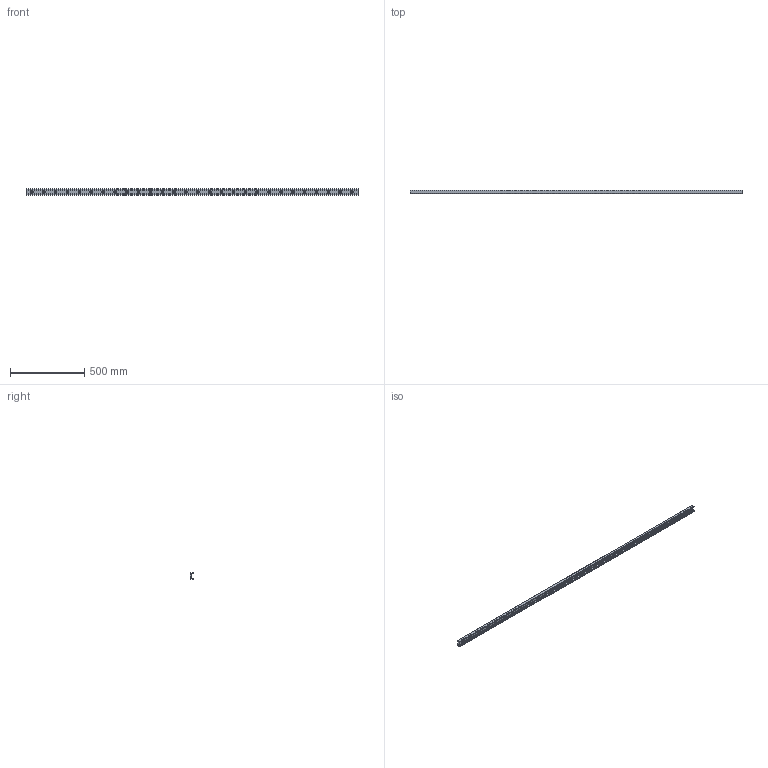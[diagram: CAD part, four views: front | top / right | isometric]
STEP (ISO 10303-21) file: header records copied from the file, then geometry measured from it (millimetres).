
FILE_DESCRIPTION((''),'2;1');
FILE_NAME('LCX 43-2240.C.stp','2016-04-28T09:34:02',('MRathmann'),(''),'Autodesk Inventor 2012','Autodesk Inventor 2012','');
FILE_SCHEMA(('CONFIG_CONTROL_DESIGN'));
Length unit declared in the file: millimetre
Products named in the file (1): LCX 43-2240.C
Bounding box: 2240 x 21 x 43 mm (x, y, z)
Volume: 756024.7 mm3; surface area: 359029.8 mm2
Topology: 1 solids, 1 shells, 112 faces, 274 edges, 192 vertices
Faces by surface type: cylinder 69, plane 43
Full cylindrical faces by diameter (mm): 10.5 x28, 18 x28
Entity records: 3006 total; most frequent: DIRECTION 554, CARTESIAN_POINT 467, ORIENTED_EDGE 380, EDGE_LOOP 252, AXIS2_PLACEMENT_3D 251, EDGE_CURVE 190, VERTEX_POINT 164, FACE_BOUND 140
